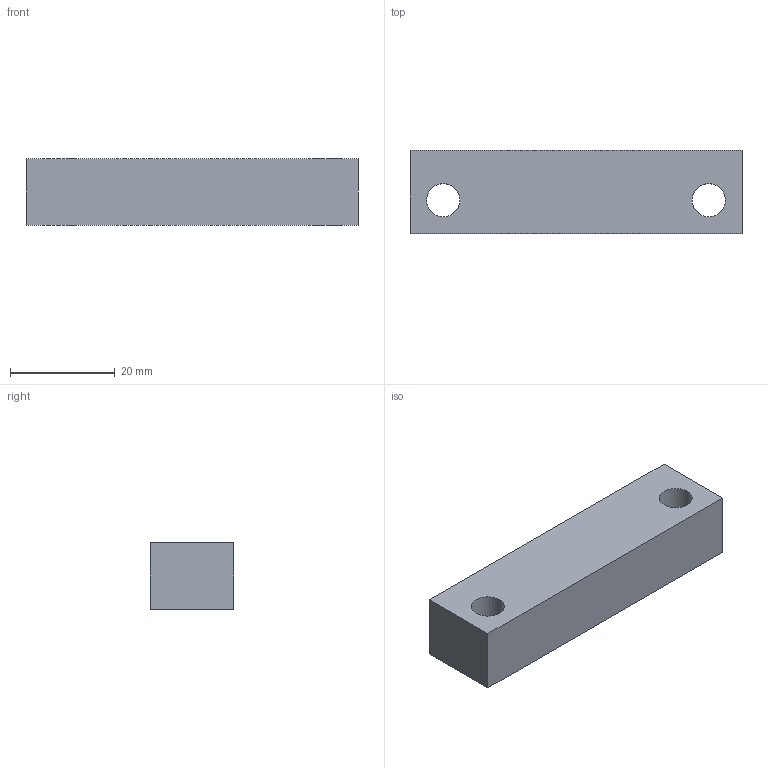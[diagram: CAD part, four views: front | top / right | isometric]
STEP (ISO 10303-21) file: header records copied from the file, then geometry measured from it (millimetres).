
FILE_DESCRIPTION(/* description */ (''),/* implementation_level */ '2;1');
FILE_NAME(/* name */ '185_250RU.stp',/* time_stamp */ '2022-09-01T09:15:48-04:00',/* author */ ('trevorh'),/* organization */ (''),/* preprocessor_version */ 'ST-DEVELOPER v18',/* originating_system */ 'Autodesk Inventor 2020',/* authorisation */ '');
FILE_SCHEMA (('CONFIG_CONTROL_DESIGN'));
Length unit declared in the file: millimetre
Products named in the file (1): Part_185_250RU_3D
Bounding box: 63.5 x 15.88 x 12.7 mm (x, y, z)
Volume: 11998 mm3; surface area: 4412.3 mm2
Topology: 1 solids, 1 shells, 8 faces, 20 edges, 14 vertices
Faces by surface type: plane 6, cylinder 2
Full cylindrical faces by diameter (mm): 6.35 x2
Entity records: 289 total; most frequent: DIRECTION 44, CARTESIAN_POINT 43, ORIENTED_EDGE 40, EDGE_CURVE 20, AXIS2_PLACEMENT_3D 15, LINE 14, VECTOR 14, VERTEX_POINT 14
